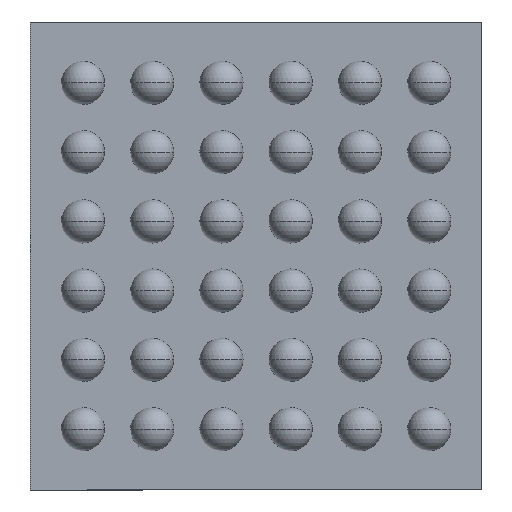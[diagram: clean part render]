
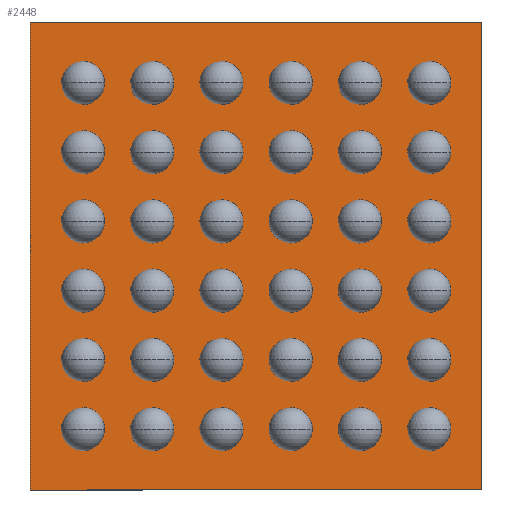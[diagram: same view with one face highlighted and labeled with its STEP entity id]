
A CAD part, front view. The second image highlights one B-rep face of the part: STEP entity #2448.
In plain terms, the highlighted planar face has unit normal (0, -1, 0).
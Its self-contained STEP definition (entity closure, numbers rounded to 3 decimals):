
#81 = VERTEX_POINT ( 'NONE', #2537 ) ;
#260 = AXIS2_PLACEMENT_3D ( 'NONE', #1153, #2154, #3163 ) ;
#288 = LINE ( 'NONE', #2623, #1576 ) ;
#337 = LINE ( 'NONE', #1341, #2905 ) ;
#438 = LINE ( 'NONE', #3216, #1654 ) ;
#444 = CARTESIAN_POINT ( 'NONE',  ( -1.303, 0.175, -1.351 ) ) ;
#739 = CARTESIAN_POINT ( 'NONE',  ( -1.303, 0.175, 1.352 ) ) ;
#743 = DIRECTION ( 'NONE',  ( -1., 0., 0. ) ) ;
#747 = DIRECTION ( 'NONE',  ( 0., 0., -1. ) ) ;
#849 = DIRECTION ( 'NONE',  ( 1., 0., 0. ) ) ;
#1070 = LINE ( 'NONE', #739, #1665 ) ;
#1095 = DIRECTION ( 'NONE',  ( 0., 0., 1. ) ) ;
#1153 = CARTESIAN_POINT ( 'NONE',  ( 0., 0.175, 0. ) ) ;
#1296 = EDGE_LOOP ( 'NONE', ( #2488, #1721, #3205, #1471 ) ) ;
#1341 = CARTESIAN_POINT ( 'NONE',  ( 1.302, 0.175, -1.351 ) ) ;
#1462 = CARTESIAN_POINT ( 'NONE',  ( 1.302, 0.175, 1.352 ) ) ;
#1471 = ORIENTED_EDGE ( 'NONE', *, *, #1697, .T. ) ;
#1548 = FACE_OUTER_BOUND ( 'NONE', #1296, .T. ) ;
#1576 = VECTOR ( 'NONE', #1095, 1000. ) ;
#1650 = PLANE ( 'NONE',  #260 ) ;
#1654 = VECTOR ( 'NONE', #743, 1000. ) ;
#1665 = VECTOR ( 'NONE', #747, 1000. ) ;
#1697 = EDGE_CURVE ( 'NONE', #2183, #81, #438, .T. ) ;
#1721 = ORIENTED_EDGE ( 'NONE', *, *, #2799, .T. ) ;
#2154 = DIRECTION ( 'NONE',  ( 0., 1., 0. ) ) ;
#2183 = VERTEX_POINT ( 'NONE', #1462 ) ;
#2281 = CARTESIAN_POINT ( 'NONE',  ( 1.302, 0.175, -1.351 ) ) ;
#2333 = EDGE_CURVE ( 'NONE', #2684, #2183, #288, .T. ) ;
#2448 = ADVANCED_FACE ( 'NONE', ( #1548 ), #1650, .F. ) ;
#2488 = ORIENTED_EDGE ( 'NONE', *, *, #3183, .T. ) ;
#2537 = CARTESIAN_POINT ( 'NONE',  ( -1.303, 0.175, 1.352 ) ) ;
#2623 = CARTESIAN_POINT ( 'NONE',  ( 1.302, 0.175, 1.352 ) ) ;
#2684 = VERTEX_POINT ( 'NONE', #2281 ) ;
#2799 = EDGE_CURVE ( 'NONE', #3078, #2684, #337, .T. ) ;
#2905 = VECTOR ( 'NONE', #849, 1000. ) ;
#3078 = VERTEX_POINT ( 'NONE', #444 ) ;
#3163 = DIRECTION ( 'NONE',  ( 0., 0., 1. ) ) ;
#3183 = EDGE_CURVE ( 'NONE', #81, #3078, #1070, .T. ) ;
#3205 = ORIENTED_EDGE ( 'NONE', *, *, #2333, .T. ) ;
#3216 = CARTESIAN_POINT ( 'NONE',  ( 1.302, 0.175, 1.352 ) ) ;
